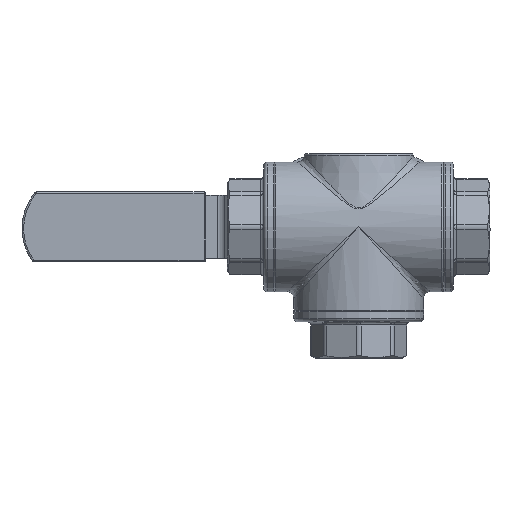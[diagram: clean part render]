
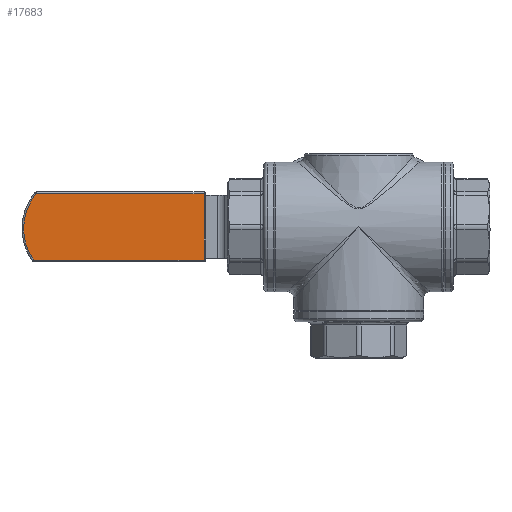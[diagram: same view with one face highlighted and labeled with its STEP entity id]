
A CAD part, front view. The second image highlights one B-rep face of the part: STEP entity #17683.
In plain terms, the highlighted planar face has unit normal (0, -1, 0).
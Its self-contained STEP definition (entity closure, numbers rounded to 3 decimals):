
#408=PLANE('',#19142);
#1491=LINE('',#38278,#2847);
#1492=LINE('',#38281,#2848);
#1493=LINE('',#38283,#2849);
#2847=VECTOR('',#22191,1000.);
#2848=VECTOR('',#22192,1000.);
#2849=VECTOR('',#22193,1000.);
#7501=ORIENTED_EDGE('',*,*,#11697,.T.);
#7502=ORIENTED_EDGE('',*,*,#11698,.T.);
#7503=ORIENTED_EDGE('',*,*,#11699,.T.);
#7504=ORIENTED_EDGE('',*,*,#11700,.T.);
#11697=EDGE_CURVE('',#13914,#13915,#1491,.T.);
#11698=EDGE_CURVE('',#13915,#13916,#1492,.T.);
#11699=EDGE_CURVE('',#13916,#13917,#1493,.T.);
#11700=EDGE_CURVE('',#13917,#13914,#14792,.T.);
#13914=VERTEX_POINT('',#38279);
#13915=VERTEX_POINT('',#38280);
#13916=VERTEX_POINT('',#38282);
#13917=VERTEX_POINT('',#38284);
#14792=CIRCLE('',#19143,16.5);
#15438=EDGE_LOOP('',(#7501,#7502,#7503,#7504));
#16581=FACE_BOUND('',#15438,.T.);
#17683=ADVANCED_FACE('',(#16581),#408,.F.);
#19142=AXIS2_PLACEMENT_3D('',#38277,#22189,#22190);
#19143=AXIS2_PLACEMENT_3D('',#38285,#22194,#22195);
#22189=DIRECTION('',(0.,1.,0.));
#22190=DIRECTION('',(1.,0.,0.));
#22191=DIRECTION('',(1.,0.,0.));
#22192=DIRECTION('',(0.,0.,1.));
#22193=DIRECTION('',(-1.,0.,0.));
#22194=DIRECTION('',(0.,-1.,0.));
#22195=DIRECTION('',(0.,0.,1.));
#38277=CARTESIAN_POINT('',(-46.,66.17,10.5));
#38278=CARTESIAN_POINT('',(-46.,66.17,-10.));
#38279=CARTESIAN_POINT('',(-97.743,66.17,-10.));
#38280=CARTESIAN_POINT('',(-46.5,66.17,-10.));
#38281=CARTESIAN_POINT('',(-46.5,66.17,10.5));
#38282=CARTESIAN_POINT('',(-46.5,66.17,10.));
#38283=CARTESIAN_POINT('',(-46.,66.17,10.));
#38284=CARTESIAN_POINT('',(-97.011,66.17,10.));
#38285=CARTESIAN_POINT('',(-84.267,66.17,-0.48));
